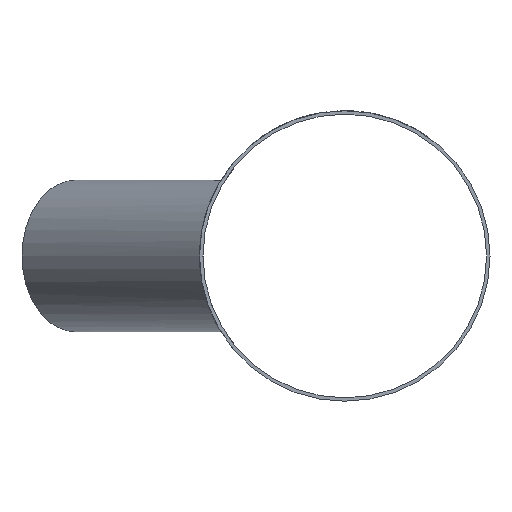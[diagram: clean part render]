
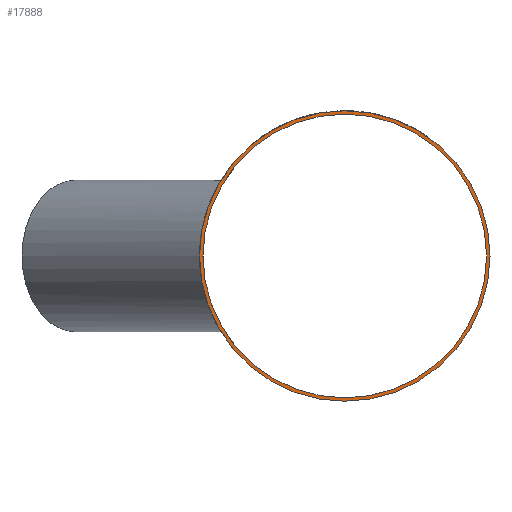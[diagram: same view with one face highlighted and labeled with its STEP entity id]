
A CAD part, left-side view. The second image highlights one B-rep face of the part: STEP entity #17888.
In plain terms, the highlighted planar face has unit normal (-1, 0, 0).
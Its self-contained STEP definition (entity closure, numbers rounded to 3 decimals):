
#9 = CARTESIAN_POINT ( 'NONE',  ( -156., 0., 0. ) ) ;
#83 = VERTEX_POINT ( 'NONE', #9956 ) ;
#3778 = AXIS2_PLACEMENT_3D ( 'NONE', #9, #8662, #13464 ) ;
#4384 = PLANE ( 'NONE',  #16121 ) ;
#8056 = FACE_BOUND ( 'NONE', #23725, .T. ) ;
#8662 = DIRECTION ( 'NONE',  ( -1., 0., 0. ) ) ;
#9956 = CARTESIAN_POINT ( 'NONE',  ( -156., 0., 106.95 ) ) ;
#10388 = DIRECTION ( 'NONE',  ( 0., 0., 1. ) ) ;
#10550 = ORIENTED_EDGE ( 'NONE', *, *, #27973, .F. ) ;
#10870 = CARTESIAN_POINT ( 'NONE',  ( -156., 0., 0. ) ) ;
#13318 = FACE_OUTER_BOUND ( 'NONE', #22730, .T. ) ;
#13464 = DIRECTION ( 'NONE',  ( 0., 0., 1. ) ) ;
#13747 = ORIENTED_EDGE ( 'NONE', *, *, #15651, .T. ) ;
#15651 = EDGE_CURVE ( 'NONE', #28675, #28675, #24224, .T. ) ;
#16121 = AXIS2_PLACEMENT_3D ( 'NONE', #10870, #26486, #28797 ) ;
#17888 = ADVANCED_FACE ( 'NONE', ( #8056, #13318 ), #4384, .T. ) ;
#21139 = CARTESIAN_POINT ( 'NONE',  ( -156., 0., 0. ) ) ;
#22730 = EDGE_LOOP ( 'NONE', ( #13747 ) ) ;
#23066 = AXIS2_PLACEMENT_3D ( 'NONE', #21139, #23796, #10388 ) ;
#23725 = EDGE_LOOP ( 'NONE', ( #10550 ) ) ;
#23796 = DIRECTION ( 'NONE',  ( -1., 0., 0. ) ) ;
#24224 = CIRCLE ( 'NONE', #23066, 109.55 ) ;
#25917 = CIRCLE ( 'NONE', #3778, 106.95 ) ;
#26486 = DIRECTION ( 'NONE',  ( -1., 0., 0. ) ) ;
#27709 = CARTESIAN_POINT ( 'NONE',  ( -156., 0., 109.55 ) ) ;
#27973 = EDGE_CURVE ( 'NONE', #83, #83, #25917, .T. ) ;
#28675 = VERTEX_POINT ( 'NONE', #27709 ) ;
#28797 = DIRECTION ( 'NONE',  ( 0., 0., 1. ) ) ;
